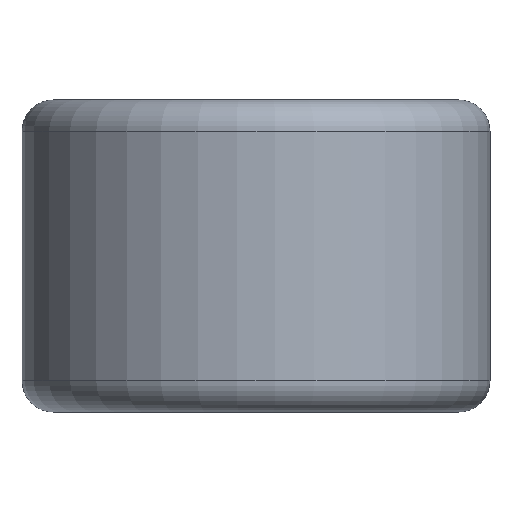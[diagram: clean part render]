
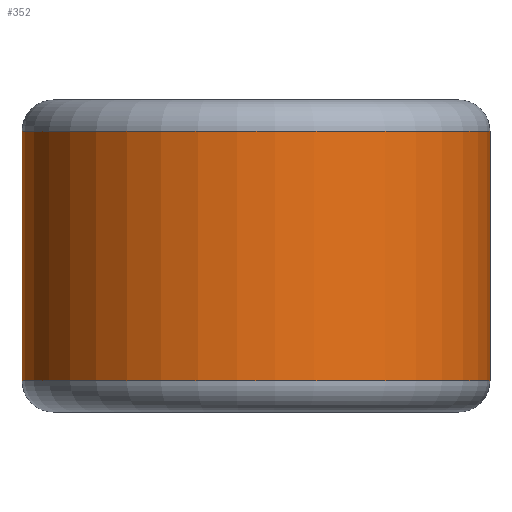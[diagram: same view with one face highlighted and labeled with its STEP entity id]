
A CAD part, front view. The second image highlights one B-rep face of the part: STEP entity #352.
In plain terms, the highlighted cylindrical face has radius 7.5 mm (diameter 15 mm), a partial arc.
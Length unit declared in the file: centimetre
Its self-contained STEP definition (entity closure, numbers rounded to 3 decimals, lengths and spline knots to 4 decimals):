
#23=LINE($,#636,#41);
#24=LINE($,#637,#42);
#41=VECTOR($,#472,0.8);
#42=VECTOR($,#473,0.8);
#81=FACE_OUTER_BOUND($,#112,.T.);
#112=EDGE_LOOP($,(#258,#259,#260,#261));
#139=CIRCLE($,#379,0.75);
#145=CIRCLE($,#386,0.75);
#166=VERTEX_POINT($,#561);
#167=VERTEX_POINT($,#562);
#172=VERTEX_POINT($,#573);
#173=VERTEX_POINT($,#575);
#195=EDGE_CURVE($,#166,#167,#139,.T.);
#201=EDGE_CURVE($,#173,#172,#145,.T.);
#209=EDGE_CURVE($,#167,#173,#23,.T.);
#210=EDGE_CURVE($,#166,#172,#24,.T.);
#258=ORIENTED_EDGE($,*,*,#195,.T.);
#259=ORIENTED_EDGE($,*,*,#209,.T.);
#260=ORIENTED_EDGE($,*,*,#201,.T.);
#261=ORIENTED_EDGE($,*,*,#210,.F.);
#336=CYLINDRICAL_SURFACE($,#395,0.75);
#352=ADVANCED_FACE($,(#81),#336,.T.);
#379=AXIS2_PLACEMENT_3D($,#563,#438,#439);
#386=AXIS2_PLACEMENT_3D($,#576,#452,#453);
#395=AXIS2_PLACEMENT_3D($,#635,#470,#471);
#438=DIRECTION('center_axis',(0.,0.,-1.));
#439=DIRECTION('ref_axis',(-1.,0.,0.));
#452=DIRECTION('center_axis',(0.,0.,1.));
#453=DIRECTION('ref_axis',(-1.,0.,0.));
#470=DIRECTION('center_axis',(0.,0.,-1.));
#471=DIRECTION('ref_axis',(1.,0.,0.));
#472=DIRECTION($,(0.,0.,-1.));
#473=DIRECTION($,(0.,0.,-1.));
#561=CARTESIAN_POINT('',(0.7378,-1.5117,0.4));
#562=CARTESIAN_POINT('',(-0.7378,-1.5117,0.4));
#563=CARTESIAN_POINT('Origin',(0.,-1.6464,0.4));
#573=CARTESIAN_POINT('',(0.7378,-1.5117,-0.4));
#575=CARTESIAN_POINT('',(-0.7378,-1.5117,-0.4));
#576=CARTESIAN_POINT('Origin',(0.,-1.6464,-0.4));
#635=CARTESIAN_POINT('Origin',(0.,-1.6464,0.5));
#636=CARTESIAN_POINT($,(-0.7378,-1.5117,0.5));
#637=CARTESIAN_POINT($,(0.7378,-1.5117,0.5));
